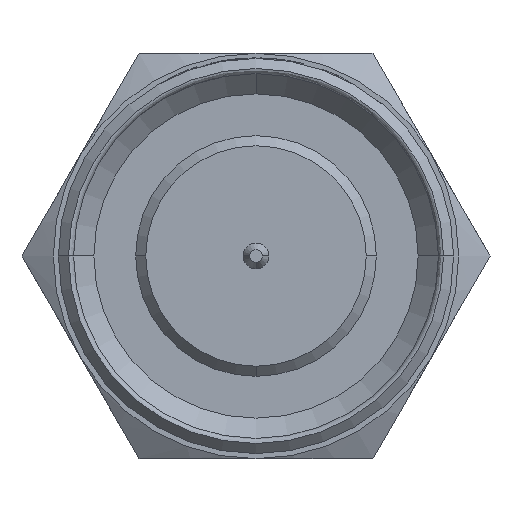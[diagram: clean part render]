
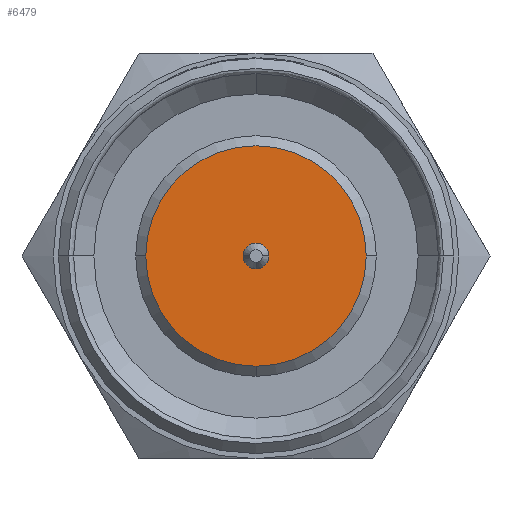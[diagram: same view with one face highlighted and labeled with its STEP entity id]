
A CAD part, left-side view. The second image highlights one B-rep face of the part: STEP entity #6479.
In plain terms, the highlighted planar face has unit normal (-1, 0, 0).
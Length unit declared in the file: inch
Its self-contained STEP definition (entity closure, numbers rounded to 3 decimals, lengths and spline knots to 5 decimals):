
#96 = DIRECTION ( 'NONE',  ( 0., 0., 1. ) ) ;
#112 = VERTEX_POINT ( 'NONE', #1571 ) ;
#160 = VERTEX_POINT ( 'NONE', #595 ) ;
#233 = EDGE_LOOP ( 'NONE', ( #3126, #3986, #2360 ) ) ;
#373 = CARTESIAN_POINT ( 'NONE',  ( 0.08701, 0., 0. ) ) ;
#406 = DIRECTION ( 'NONE',  ( 0., 0., -1. ) ) ;
#475 = CARTESIAN_POINT ( 'NONE',  ( 0.08701, 0., 0. ) ) ;
#576 = EDGE_CURVE ( 'NONE', #160, #1559, #1536, .T. ) ;
#595 = CARTESIAN_POINT ( 'NONE',  ( 0.08701, 0., -0.08563 ) ) ;
#619 = CARTESIAN_POINT ( 'NONE',  ( 0.08701, -0.01004, 0. ) ) ;
#772 = CARTESIAN_POINT ( 'NONE',  ( 0.08701, 0., 0. ) ) ;
#984 = CIRCLE ( 'NONE', #2078, 0.01004 ) ;
#1038 = PLANE ( 'NONE',  #4073 ) ;
#1128 = EDGE_CURVE ( 'NONE', #5119, #1148, #2065, .T. ) ;
#1148 = VERTEX_POINT ( 'NONE', #6589 ) ;
#1369 = CARTESIAN_POINT ( 'NONE',  ( 0.08701, 0., 0. ) ) ;
#1536 = CIRCLE ( 'NONE', #2948, 0.08563 ) ;
#1559 = VERTEX_POINT ( 'NONE', #6358 ) ;
#1566 = ORIENTED_EDGE ( 'NONE', *, *, #576, .F. ) ;
#1571 = CARTESIAN_POINT ( 'NONE',  ( 0.08701, 0., 0.01004 ) ) ;
#1622 = CARTESIAN_POINT ( 'NONE',  ( 0.08701, 0., 0. ) ) ;
#1696 = EDGE_CURVE ( 'NONE', #112, #5119, #984, .T. ) ;
#1753 = DIRECTION ( 'NONE',  ( 0., 0., 1. ) ) ;
#2029 = DIRECTION ( 'NONE',  ( 0., 0., 1. ) ) ;
#2059 = EDGE_CURVE ( 'NONE', #1559, #4100, #4470, .T. ) ;
#2065 = CIRCLE ( 'NONE', #5866, 0.01004 ) ;
#2078 = AXIS2_PLACEMENT_3D ( 'NONE', #772, #5295, #1753 ) ;
#2161 = CARTESIAN_POINT ( 'NONE',  ( 0.08701, 0., 0. ) ) ;
#2360 = ORIENTED_EDGE ( 'NONE', *, *, #1128, .T. ) ;
#2436 = DIRECTION ( 'NONE',  ( 1., 0., 0. ) ) ;
#2732 = EDGE_CURVE ( 'NONE', #1148, #112, #4482, .T. ) ;
#2946 = DIRECTION ( 'NONE',  ( 0., 0., 1. ) ) ;
#2948 = AXIS2_PLACEMENT_3D ( 'NONE', #373, #5059, #406 ) ;
#3126 = ORIENTED_EDGE ( 'NONE', *, *, #2732, .T. ) ;
#3440 = ORIENTED_EDGE ( 'NONE', *, *, #2059, .F. ) ;
#3606 = DIRECTION ( 'NONE',  ( -1., 0., 0. ) ) ;
#3670 = FACE_BOUND ( 'NONE', #233, .T. ) ;
#3706 = DIRECTION ( 'NONE',  ( 1., 0., 0. ) ) ;
#3730 = DIRECTION ( 'NONE',  ( 1., 0., 0. ) ) ;
#3979 = EDGE_CURVE ( 'NONE', #4100, #160, #5031, .T. ) ;
#3986 = ORIENTED_EDGE ( 'NONE', *, *, #1696, .T. ) ;
#4073 = AXIS2_PLACEMENT_3D ( 'NONE', #475, #3606, #2029 ) ;
#4100 = VERTEX_POINT ( 'NONE', #5448 ) ;
#4467 = DIRECTION ( 'NONE',  ( 1., 0., 0. ) ) ;
#4470 = CIRCLE ( 'NONE', #6298, 0.08563 ) ;
#4482 = CIRCLE ( 'NONE', #6524, 0.01004 ) ;
#5015 = DIRECTION ( 'NONE',  ( 0., 0., -1. ) ) ;
#5031 = CIRCLE ( 'NONE', #5148, 0.08563 ) ;
#5059 = DIRECTION ( 'NONE',  ( 1., 0., 0. ) ) ;
#5119 = VERTEX_POINT ( 'NONE', #619 ) ;
#5125 = FACE_OUTER_BOUND ( 'NONE', #5128, .T. ) ;
#5128 = EDGE_LOOP ( 'NONE', ( #6475, #3440, #1566 ) ) ;
#5148 = AXIS2_PLACEMENT_3D ( 'NONE', #2161, #3730, #5791 ) ;
#5295 = DIRECTION ( 'NONE',  ( 1., 0., 0. ) ) ;
#5448 = CARTESIAN_POINT ( 'NONE',  ( 0.08701, -0.08563, 0. ) ) ;
#5791 = DIRECTION ( 'NONE',  ( 0., 0., -1. ) ) ;
#5866 = AXIS2_PLACEMENT_3D ( 'NONE', #1622, #3706, #96 ) ;
#5986 = CARTESIAN_POINT ( 'NONE',  ( 0.08701, 0., 0. ) ) ;
#6298 = AXIS2_PLACEMENT_3D ( 'NONE', #1369, #4467, #5015 ) ;
#6358 = CARTESIAN_POINT ( 'NONE',  ( 0.08701, 0.08563, 0. ) ) ;
#6475 = ORIENTED_EDGE ( 'NONE', *, *, #3979, .F. ) ;
#6479 = ADVANCED_FACE ( 'NONE', ( #3670, #5125 ), #1038, .T. ) ;
#6524 = AXIS2_PLACEMENT_3D ( 'NONE', #5986, #2436, #2946 ) ;
#6589 = CARTESIAN_POINT ( 'NONE',  ( 0.08701, 0.01004, 0. ) ) ;
